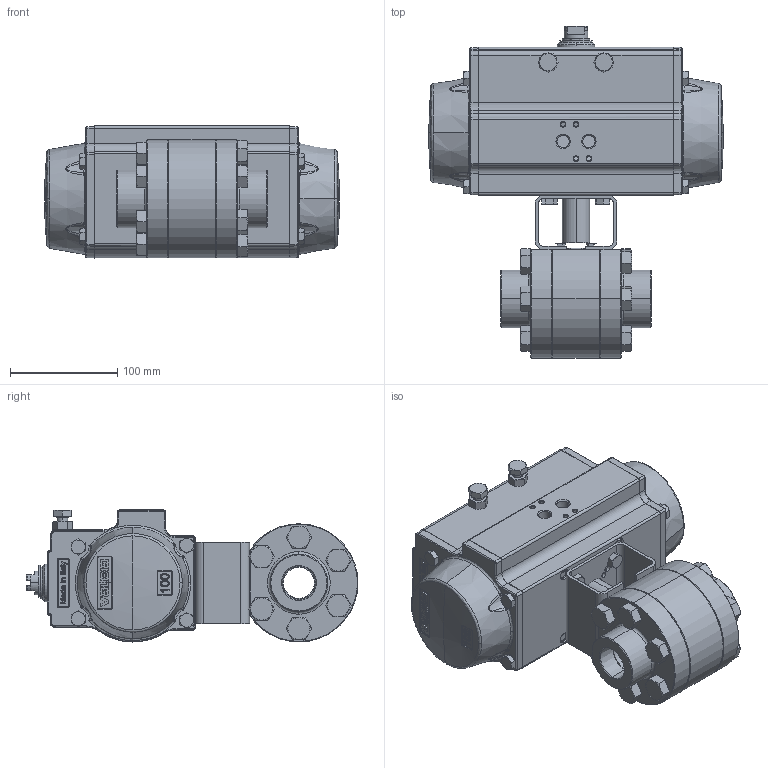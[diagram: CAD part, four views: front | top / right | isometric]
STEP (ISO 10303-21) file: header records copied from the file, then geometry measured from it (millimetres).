
FILE_DESCRIPTION (( 'STEP AP203' ), '1' );
FILE_NAME ('10000F-100-PT_UT-3.STEP', '2017-10-30T18:20:08', ( '' ), ( '' ), 'SwSTEP 2.0', 'SolidWorks 2014', '' );
FILE_SCHEMA (( 'CONFIG_CONTROL_DESIGN' ));
Length unit declared in the file: inch
Products named in the file (1): 10000F-100-PT_UT-3
Bounding box: 275.2 x 309.69 x 123.15 mm (x, y, z)
Surface area: 274926 mm2 (no closed solid volume)
Topology: 0 solids, 48 shells, 1374 faces, 4381 edges, 2917 vertices
Faces by surface type: plane 510, bspline 305, cone 299, cylinder 220, sphere 36, torus 4
Entity records: 70690 total; most frequent: CARTESIAN_POINT 35386, ORIENTED_EDGE 7189, DIRECTION 6638, EDGE_CURVE 4365, VERTEX_POINT 2917, AXIS2_PLACEMENT_3D 2495, LINE 1648, VECTOR 1648
